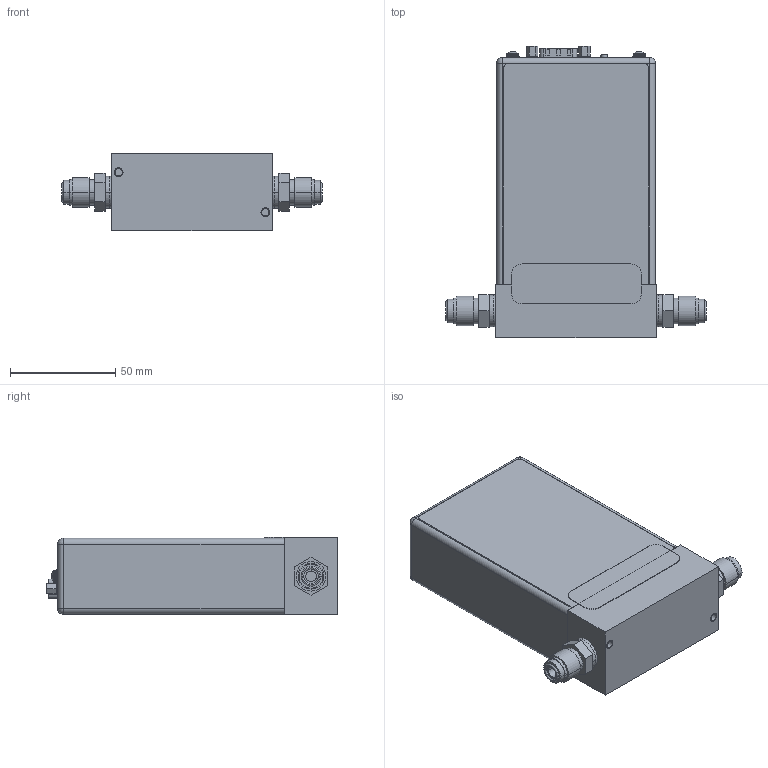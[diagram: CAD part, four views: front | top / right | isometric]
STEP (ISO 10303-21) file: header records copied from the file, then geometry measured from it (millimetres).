
FILE_DESCRIPTION((''),'2;1');
FILE_NAME('Z_9-PIN_STP-FILE_ASM','2011-09-06T',('cockrofm'),('MKS Instruments, Inc.'),'PRO/ENGINEER BY PARAMETRIC TECHNOLOGY CORPORATION, 2009060','PRO/ENGINEER BY PARAMETRIC TECHNOLOGY CORPORATION, 2009060','');
FILE_SCHEMA(('CONFIG_CONTROL_DESIGN'));
Length unit declared in the file: inch
Products named in the file (20): 1041553_FLOWBODY; 116407-P1; 119450-BYPASS-PLUG; 120398_ENCLOSURE-COIL; 070-5604_B06-007_NO-WIRES; 120405_SOLENOID-NO-WIRES_ASM; 185-7812_LCKWSHR; 1041562_ENCLOSURE_SOLID-TOP; 072-8550_MJTP1236E; 1038688_CONN_RJ45; 1036797; 1041616_MAIN_PWR-BD_ASM; 159-8960_EMI_SHEILD_9PIN; 1016309-001; 1042610_LABEL_TOP_RS-485; 1011702-002_4-40_PAN-HD-SEMS; 1042639-002_REAR; 1042639-001_FRT; 122676; Z_9-PIN_STP-FILE_ASM
Assembly tree (25 placements, depth 3):
  Z_9-PIN_STP-FILE_ASM
    1041553_FLOWBODY
    116407-P1  x2
    119450-BYPASS-PLUG
    120405_SOLENOID-NO-WIRES_ASM
      120398_ENCLOSURE-COIL
      070-5604_B06-007_NO-WIRES
    185-7812_LCKWSHR  x4
    1041562_ENCLOSURE_SOLID-TOP
    1041616_MAIN_PWR-BD_ASM
      072-8550_MJTP1236E
      1038688_CONN_RJ45
      1036797
    159-8960_EMI_SHEILD_9PIN
    1016309-001  x2
    1042610_LABEL_TOP_RS-485
    1011702-002_4-40_PAN-HD-SEMS  x2
    1042639-002_REAR
    1042639-001_FRT
    122676
Bounding box: 123.95 x 138.73 x 37.08 mm (x, y, z)
Volume: 116044.5 mm3; surface area: 121672.4 mm2
Topology: 23 solids, 30 shells, 998 faces, 2440 edges, 1556 vertices
Faces by surface type: plane 537, cylinder 305, bspline 58, torus 32, cone 30, extrusion 24, sphere 12
Entity records: 27182 total; most frequent: CARTESIAN_POINT 6476, DIRECTION 4298, ORIENTED_EDGE 4108, EDGE_CURVE 2066, AXIS2_PLACEMENT_3D 1478, VECTOR 1342, VERTEX_POINT 1327, LINE 1318
